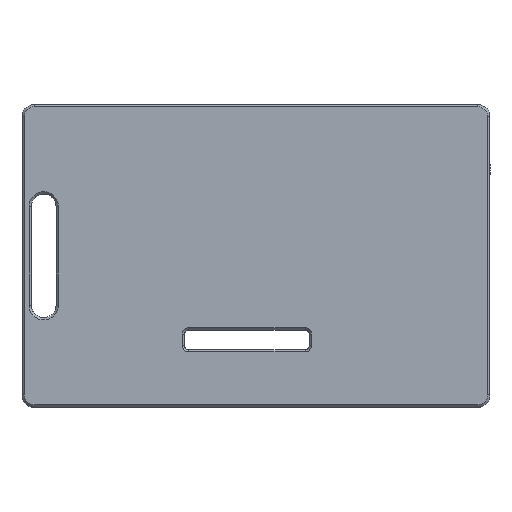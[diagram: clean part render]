
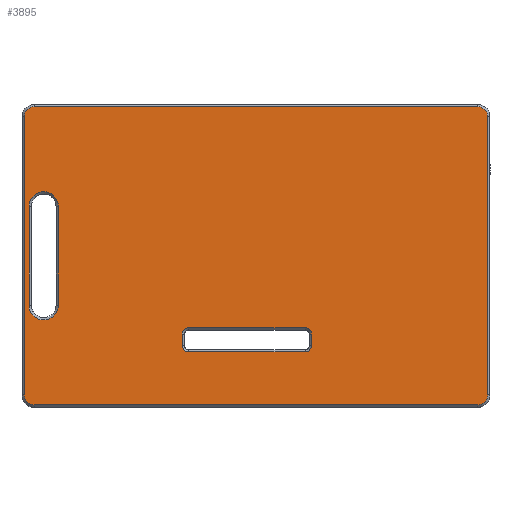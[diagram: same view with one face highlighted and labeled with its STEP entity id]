
A CAD part, top view. The second image highlights one B-rep face of the part: STEP entity #3895.
In plain terms, the highlighted planar face has unit normal (0, 0, 1).
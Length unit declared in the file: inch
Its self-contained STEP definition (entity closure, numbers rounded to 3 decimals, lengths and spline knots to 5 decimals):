
#56=FACE_BOUND('',#517,.T.);
#57=FACE_BOUND('',#518,.T.);
#180=PLANE('',#4126);
#309=FACE_OUTER_BOUND('',#516,.T.);
#516=EDGE_LOOP('',(#2743,#2744,#2745,#2746,#2747,#2748,#2749,#2750));
#517=EDGE_LOOP('',(#2751,#2752,#2753,#2754));
#518=EDGE_LOOP('',(#2755,#2756,#2757,#2758,#2759,#2760,#2761,#2762));
#755=CIRCLE('',#4105,0.06299);
#757=CIRCLE('',#4109,0.06299);
#759=CIRCLE('',#4113,0.06299);
#761=CIRCLE('',#4117,0.06299);
#765=CIRCLE('',#4127,0.10138);
#766=CIRCLE('',#4128,0.10138);
#767=CIRCLE('',#4129,0.10138);
#768=CIRCLE('',#4130,0.10138);
#769=CIRCLE('',#4131,0.14862);
#770=CIRCLE('',#4132,0.14862);
#885=LINE('',#5633,#1306);
#889=LINE('',#5645,#1310);
#893=LINE('',#5657,#1314);
#896=LINE('',#5666,#1317);
#905=LINE('',#5691,#1326);
#906=LINE('',#5695,#1327);
#907=LINE('',#5699,#1328);
#908=LINE('',#5702,#1329);
#909=LINE('',#5707,#1330);
#910=LINE('',#5710,#1331);
#1306=VECTOR('',#4481,0.3937);
#1310=VECTOR('',#4493,0.3937);
#1314=VECTOR('',#4505,0.3937);
#1317=VECTOR('',#4516,0.3937);
#1326=VECTOR('',#4541,0.3937);
#1327=VECTOR('',#4544,0.3937);
#1328=VECTOR('',#4547,0.3937);
#1329=VECTOR('',#4550,0.3937);
#1330=VECTOR('',#4553,0.3937);
#1331=VECTOR('',#4556,0.3937);
#1725=VERTEX_POINT('',#5622);
#1726=VERTEX_POINT('',#5624);
#1729=VERTEX_POINT('',#5631);
#1731=VERTEX_POINT('',#5637);
#1733=VERTEX_POINT('',#5643);
#1735=VERTEX_POINT('',#5649);
#1737=VERTEX_POINT('',#5655);
#1739=VERTEX_POINT('',#5661);
#1745=VERTEX_POINT('',#5687);
#1746=VERTEX_POINT('',#5688);
#1747=VERTEX_POINT('',#5690);
#1748=VERTEX_POINT('',#5692);
#1749=VERTEX_POINT('',#5694);
#1750=VERTEX_POINT('',#5696);
#1751=VERTEX_POINT('',#5698);
#1752=VERTEX_POINT('',#5700);
#1753=VERTEX_POINT('',#5703);
#1754=VERTEX_POINT('',#5704);
#1755=VERTEX_POINT('',#5706);
#1756=VERTEX_POINT('',#5708);
#2107=EDGE_CURVE('',#1725,#1726,#755,.T.);
#2111=EDGE_CURVE('',#1729,#1725,#885,.T.);
#2114=EDGE_CURVE('',#1731,#1729,#757,.T.);
#2117=EDGE_CURVE('',#1733,#1731,#889,.T.);
#2120=EDGE_CURVE('',#1735,#1733,#759,.T.);
#2123=EDGE_CURVE('',#1737,#1735,#893,.T.);
#2126=EDGE_CURVE('',#1739,#1737,#761,.T.);
#2128=EDGE_CURVE('',#1726,#1739,#896,.T.);
#2139=EDGE_CURVE('',#1745,#1746,#765,.T.);
#2140=EDGE_CURVE('',#1747,#1745,#905,.T.);
#2141=EDGE_CURVE('',#1748,#1747,#766,.T.);
#2142=EDGE_CURVE('',#1749,#1748,#906,.T.);
#2143=EDGE_CURVE('',#1750,#1749,#767,.T.);
#2144=EDGE_CURVE('',#1751,#1750,#907,.T.);
#2145=EDGE_CURVE('',#1752,#1751,#768,.T.);
#2146=EDGE_CURVE('',#1746,#1752,#908,.T.);
#2147=EDGE_CURVE('',#1753,#1754,#769,.T.);
#2148=EDGE_CURVE('',#1755,#1753,#909,.T.);
#2149=EDGE_CURVE('',#1756,#1755,#770,.T.);
#2150=EDGE_CURVE('',#1754,#1756,#910,.T.);
#2743=ORIENTED_EDGE('',*,*,#2139,.F.);
#2744=ORIENTED_EDGE('',*,*,#2140,.F.);
#2745=ORIENTED_EDGE('',*,*,#2141,.F.);
#2746=ORIENTED_EDGE('',*,*,#2142,.F.);
#2747=ORIENTED_EDGE('',*,*,#2143,.F.);
#2748=ORIENTED_EDGE('',*,*,#2144,.F.);
#2749=ORIENTED_EDGE('',*,*,#2145,.F.);
#2750=ORIENTED_EDGE('',*,*,#2146,.F.);
#2751=ORIENTED_EDGE('',*,*,#2147,.F.);
#2752=ORIENTED_EDGE('',*,*,#2148,.F.);
#2753=ORIENTED_EDGE('',*,*,#2149,.F.);
#2754=ORIENTED_EDGE('',*,*,#2150,.F.);
#2755=ORIENTED_EDGE('',*,*,#2107,.F.);
#2756=ORIENTED_EDGE('',*,*,#2111,.F.);
#2757=ORIENTED_EDGE('',*,*,#2114,.F.);
#2758=ORIENTED_EDGE('',*,*,#2117,.F.);
#2759=ORIENTED_EDGE('',*,*,#2120,.F.);
#2760=ORIENTED_EDGE('',*,*,#2123,.F.);
#2761=ORIENTED_EDGE('',*,*,#2126,.F.);
#2762=ORIENTED_EDGE('',*,*,#2128,.F.);
#3895=ADVANCED_FACE('',(#309,#56,#57),#180,.T.);
#4105=AXIS2_PLACEMENT_3D('',#5625,#4473,#4474);
#4109=AXIS2_PLACEMENT_3D('',#5639,#4486,#4487);
#4113=AXIS2_PLACEMENT_3D('',#5651,#4498,#4499);
#4117=AXIS2_PLACEMENT_3D('',#5663,#4510,#4511);
#4126=AXIS2_PLACEMENT_3D('',#5686,#4537,#4538);
#4127=AXIS2_PLACEMENT_3D('',#5689,#4539,#4540);
#4128=AXIS2_PLACEMENT_3D('',#5693,#4542,#4543);
#4129=AXIS2_PLACEMENT_3D('',#5697,#4545,#4546);
#4130=AXIS2_PLACEMENT_3D('',#5701,#4548,#4549);
#4131=AXIS2_PLACEMENT_3D('',#5705,#4551,#4552);
#4132=AXIS2_PLACEMENT_3D('',#5709,#4554,#4555);
#4473=DIRECTION('center_axis',(0.,0.,1.));
#4474=DIRECTION('ref_axis',(1.,0.,0.));
#4481=DIRECTION('',(0.,1.,0.));
#4486=DIRECTION('center_axis',(0.,0.,1.));
#4487=DIRECTION('ref_axis',(0.,-1.,0.));
#4493=DIRECTION('',(1.,0.,0.));
#4498=DIRECTION('center_axis',(0.,0.,1.));
#4499=DIRECTION('ref_axis',(-1.,0.,0.));
#4505=DIRECTION('',(0.,-1.,0.));
#4510=DIRECTION('center_axis',(0.,0.,1.));
#4511=DIRECTION('ref_axis',(0.,1.,0.));
#4516=DIRECTION('',(-1.,0.,0.));
#4537=DIRECTION('center_axis',(0.,0.,1.));
#4538=DIRECTION('ref_axis',(1.,0.,0.));
#4539=DIRECTION('center_axis',(0.,0.,-1.));
#4540=DIRECTION('ref_axis',(0.707,-0.707,0.));
#4541=DIRECTION('',(0.,-1.,0.));
#4542=DIRECTION('center_axis',(0.,0.,-1.));
#4543=DIRECTION('ref_axis',(0.707,0.707,0.));
#4544=DIRECTION('',(1.,0.,0.));
#4545=DIRECTION('center_axis',(0.,0.,-1.));
#4546=DIRECTION('ref_axis',(-0.707,0.707,0.));
#4547=DIRECTION('',(0.,1.,0.));
#4548=DIRECTION('center_axis',(0.,0.,-1.));
#4549=DIRECTION('ref_axis',(-0.707,-0.707,0.));
#4550=DIRECTION('',(-1.,0.,0.));
#4551=DIRECTION('center_axis',(0.,0.,1.));
#4552=DIRECTION('ref_axis',(1.,0.,0.));
#4553=DIRECTION('',(0.,1.,0.));
#4554=DIRECTION('center_axis',(0.,0.,1.));
#4555=DIRECTION('ref_axis',(-1.,0.,0.));
#4556=DIRECTION('',(0.,-1.,0.));
#5622=CARTESIAN_POINT('',(0.56079,-0.79146,1.65059));
#5624=CARTESIAN_POINT('',(0.49779,-0.72847,1.65059));
#5625=CARTESIAN_POINT('Origin',(0.49779,-0.79146,1.65059));
#5631=CARTESIAN_POINT('',(0.56079,-0.90957,1.65059));
#5633=CARTESIAN_POINT('',(0.56079,-0.39573,1.65059));
#5637=CARTESIAN_POINT('',(0.49779,-0.97257,1.65059));
#5639=CARTESIAN_POINT('Origin',(0.49779,-0.90957,1.65059));
#5643=CARTESIAN_POINT('',(-0.68331,-0.97257,1.65059));
#5645=CARTESIAN_POINT('',(0.2489,-0.97257,1.65059));
#5649=CARTESIAN_POINT('',(-0.7463,-0.90957,1.65059));
#5651=CARTESIAN_POINT('Origin',(-0.68331,-0.90957,1.65059));
#5655=CARTESIAN_POINT('',(-0.7463,-0.79146,1.65059));
#5657=CARTESIAN_POINT('',(-0.7463,-0.45479,1.65059));
#5661=CARTESIAN_POINT('',(-0.68331,-0.72847,1.65059));
#5663=CARTESIAN_POINT('Origin',(-0.68331,-0.79146,1.65059));
#5666=CARTESIAN_POINT('',(-0.34165,-0.72847,1.65059));
#5686=CARTESIAN_POINT('Origin',(0.,0.,
1.65059));
#5687=CARTESIAN_POINT('',(2.34465,-1.40727,1.65059));
#5688=CARTESIAN_POINT('',(2.24327,-1.50865,1.65059));
#5689=CARTESIAN_POINT('Origin',(2.24327,-1.40727,1.65059));
#5690=CARTESIAN_POINT('',(2.34465,1.40727,1.65059));
#5691=CARTESIAN_POINT('',(2.34465,-0.76614,1.65059));
#5692=CARTESIAN_POINT('',(2.24327,1.50865,1.65059));
#5693=CARTESIAN_POINT('Origin',(2.24327,1.40727,1.65059));
#5694=CARTESIAN_POINT('',(-2.24327,1.50865,1.65059));
#5695=CARTESIAN_POINT('',(1.18413,1.50865,1.65059));
#5696=CARTESIAN_POINT('',(-2.34465,1.40727,1.65059));
#5697=CARTESIAN_POINT('Origin',(-2.24327,1.40727,1.65059));
#5698=CARTESIAN_POINT('',(-2.34465,-1.40727,1.65059));
#5699=CARTESIAN_POINT('',(-2.34465,0.76614,1.65059));
#5700=CARTESIAN_POINT('',(-2.24327,-1.50865,1.65059));
#5701=CARTESIAN_POINT('Origin',(-2.24327,-1.40727,1.65059));
#5702=CARTESIAN_POINT('',(-1.18413,-1.50865,1.65059));
#5703=CARTESIAN_POINT('',(-2.00016,0.5,1.65059));
#5704=CARTESIAN_POINT('',(-2.2974,0.5,1.65059));
#5705=CARTESIAN_POINT('Origin',(-2.14878,0.5,1.65059));
#5706=CARTESIAN_POINT('',(-2.00016,-0.5,1.65059));
#5707=CARTESIAN_POINT('',(-2.00016,0.25,1.65059));
#5708=CARTESIAN_POINT('',(-2.2974,-0.5,1.65059));
#5709=CARTESIAN_POINT('Origin',(-2.14878,-0.5,1.65059));
#5710=CARTESIAN_POINT('',(-2.2974,-0.25,1.65059));
